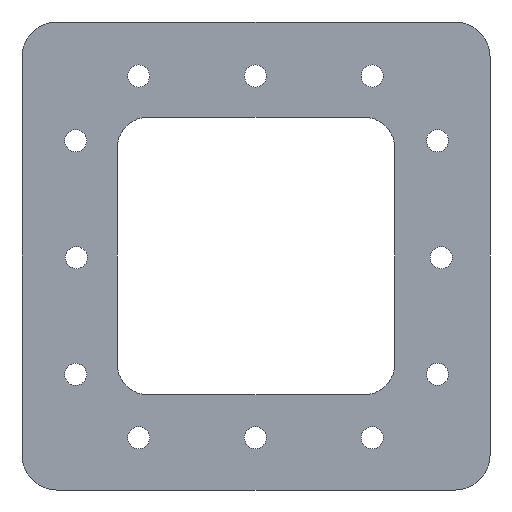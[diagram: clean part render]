
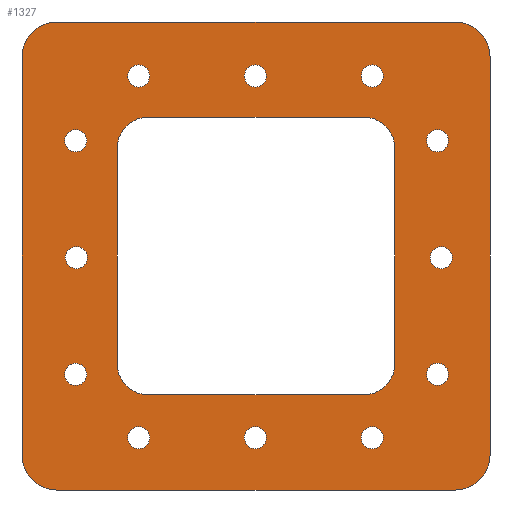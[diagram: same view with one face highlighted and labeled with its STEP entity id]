
A CAD part, front view. The second image highlights one B-rep face of the part: STEP entity #1327.
In plain terms, the highlighted planar face has unit normal (0, -1, 0).
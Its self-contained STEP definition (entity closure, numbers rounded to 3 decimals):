
#27=FACE_BOUND('',#174,.T.);
#28=FACE_BOUND('',#175,.T.);
#29=FACE_BOUND('',#176,.T.);
#30=FACE_BOUND('',#177,.T.);
#31=FACE_BOUND('',#178,.T.);
#32=FACE_BOUND('',#179,.T.);
#33=FACE_BOUND('',#180,.T.);
#34=FACE_BOUND('',#181,.T.);
#35=FACE_BOUND('',#182,.T.);
#36=FACE_BOUND('',#183,.T.);
#37=FACE_BOUND('',#184,.T.);
#38=FACE_BOUND('',#185,.T.);
#39=FACE_BOUND('',#186,.T.);
#62=PLANE('',#1427);
#97=FACE_OUTER_BOUND('',#173,.T.);
#173=EDGE_LOOP('',(#939,#940,#941,#942,#943,#944,#945,#946));
#174=EDGE_LOOP('',(#947));
#175=EDGE_LOOP('',(#948));
#176=EDGE_LOOP('',(#949));
#177=EDGE_LOOP('',(#950));
#178=EDGE_LOOP('',(#951));
#179=EDGE_LOOP('',(#952));
#180=EDGE_LOOP('',(#953));
#181=EDGE_LOOP('',(#954));
#182=EDGE_LOOP('',(#955));
#183=EDGE_LOOP('',(#956));
#184=EDGE_LOOP('',(#957));
#185=EDGE_LOOP('',(#958));
#186=EDGE_LOOP('',(#959,#960,#961,#962,#963,#964,#965,#966));
#273=LINE('',#2006,#387);
#276=LINE('',#2017,#390);
#280=LINE('',#2029,#394);
#283=LINE('',#2038,#397);
#287=LINE('',#2051,#401);
#294=LINE('',#2065,#408);
#295=LINE('',#2069,#409);
#296=LINE('',#2073,#410);
#387=VECTOR('',#1577,10.);
#390=VECTOR('',#1588,10.);
#394=VECTOR('',#1600,10.);
#397=VECTOR('',#1611,10.);
#401=VECTOR('',#1623,10.);
#408=VECTOR('',#1632,10.);
#409=VECTOR('',#1635,10.);
#410=VECTOR('',#1638,10.);
#498=CIRCLE('',#1409,5.);
#500=CIRCLE('',#1413,5.);
#502=CIRCLE('',#1417,5.);
#504=CIRCLE('',#1421,5.);
#506=CIRCLE('',#1425,5.5);
#507=CIRCLE('',#1428,5.5);
#508=CIRCLE('',#1429,5.5);
#509=CIRCLE('',#1430,5.5);
#510=CIRCLE('',#1431,1.75);
#511=CIRCLE('',#1432,1.75);
#512=CIRCLE('',#1433,1.75);
#513=CIRCLE('',#1434,1.75);
#514=CIRCLE('',#1435,1.75);
#515=CIRCLE('',#1436,1.75);
#516=CIRCLE('',#1437,1.75);
#517=CIRCLE('',#1438,1.75);
#518=CIRCLE('',#1439,1.75);
#519=CIRCLE('',#1440,1.75);
#520=CIRCLE('',#1441,1.75);
#521=CIRCLE('',#1442,1.75);
#579=VERTEX_POINT('',#1996);
#580=VERTEX_POINT('',#1998);
#582=VERTEX_POINT('',#2004);
#585=VERTEX_POINT('',#2011);
#586=VERTEX_POINT('',#2013);
#589=VERTEX_POINT('',#2023);
#590=VERTEX_POINT('',#2025);
#592=VERTEX_POINT('',#2034);
#595=VERTEX_POINT('',#2044);
#596=VERTEX_POINT('',#2046);
#597=VERTEX_POINT('',#2050);
#603=VERTEX_POINT('',#2064);
#604=VERTEX_POINT('',#2066);
#605=VERTEX_POINT('',#2068);
#606=VERTEX_POINT('',#2070);
#607=VERTEX_POINT('',#2072);
#608=VERTEX_POINT('',#2075);
#609=VERTEX_POINT('',#2077);
#610=VERTEX_POINT('',#2079);
#611=VERTEX_POINT('',#2081);
#612=VERTEX_POINT('',#2083);
#613=VERTEX_POINT('',#2085);
#614=VERTEX_POINT('',#2087);
#615=VERTEX_POINT('',#2089);
#616=VERTEX_POINT('',#2091);
#617=VERTEX_POINT('',#2093);
#618=VERTEX_POINT('',#2095);
#619=VERTEX_POINT('',#2097);
#703=EDGE_CURVE('',#579,#580,#498,.T.);
#707=EDGE_CURVE('',#579,#582,#273,.T.);
#710=EDGE_CURVE('',#585,#586,#500,.T.);
#712=EDGE_CURVE('',#585,#580,#276,.T.);
#716=EDGE_CURVE('',#589,#590,#502,.T.);
#718=EDGE_CURVE('',#589,#586,#280,.T.);
#722=EDGE_CURVE('',#592,#582,#504,.T.);
#723=EDGE_CURVE('',#592,#590,#283,.T.);
#727=EDGE_CURVE('',#595,#596,#506,.T.);
#729=EDGE_CURVE('',#596,#597,#287,.T.);
#736=EDGE_CURVE('',#603,#595,#294,.T.);
#737=EDGE_CURVE('',#604,#603,#507,.T.);
#738=EDGE_CURVE('',#605,#604,#295,.T.);
#739=EDGE_CURVE('',#606,#605,#508,.T.);
#740=EDGE_CURVE('',#607,#606,#296,.T.);
#741=EDGE_CURVE('',#597,#607,#509,.T.);
#742=EDGE_CURVE('',#608,#608,#510,.T.);
#743=EDGE_CURVE('',#609,#609,#511,.T.);
#744=EDGE_CURVE('',#610,#610,#512,.T.);
#745=EDGE_CURVE('',#611,#611,#513,.T.);
#746=EDGE_CURVE('',#612,#612,#514,.T.);
#747=EDGE_CURVE('',#613,#613,#515,.T.);
#748=EDGE_CURVE('',#614,#614,#516,.T.);
#749=EDGE_CURVE('',#615,#615,#517,.T.);
#750=EDGE_CURVE('',#616,#616,#518,.T.);
#751=EDGE_CURVE('',#617,#617,#519,.T.);
#752=EDGE_CURVE('',#618,#618,#520,.T.);
#753=EDGE_CURVE('',#619,#619,#521,.T.);
#939=ORIENTED_EDGE('',*,*,#727,.F.);
#940=ORIENTED_EDGE('',*,*,#736,.F.);
#941=ORIENTED_EDGE('',*,*,#737,.F.);
#942=ORIENTED_EDGE('',*,*,#738,.F.);
#943=ORIENTED_EDGE('',*,*,#739,.F.);
#944=ORIENTED_EDGE('',*,*,#740,.F.);
#945=ORIENTED_EDGE('',*,*,#741,.F.);
#946=ORIENTED_EDGE('',*,*,#729,.F.);
#947=ORIENTED_EDGE('',*,*,#742,.T.);
#948=ORIENTED_EDGE('',*,*,#743,.T.);
#949=ORIENTED_EDGE('',*,*,#744,.T.);
#950=ORIENTED_EDGE('',*,*,#745,.T.);
#951=ORIENTED_EDGE('',*,*,#746,.T.);
#952=ORIENTED_EDGE('',*,*,#747,.T.);
#953=ORIENTED_EDGE('',*,*,#748,.T.);
#954=ORIENTED_EDGE('',*,*,#749,.T.);
#955=ORIENTED_EDGE('',*,*,#750,.T.);
#956=ORIENTED_EDGE('',*,*,#751,.T.);
#957=ORIENTED_EDGE('',*,*,#752,.T.);
#958=ORIENTED_EDGE('',*,*,#753,.T.);
#959=ORIENTED_EDGE('',*,*,#718,.T.);
#960=ORIENTED_EDGE('',*,*,#710,.F.);
#961=ORIENTED_EDGE('',*,*,#712,.T.);
#962=ORIENTED_EDGE('',*,*,#703,.F.);
#963=ORIENTED_EDGE('',*,*,#707,.T.);
#964=ORIENTED_EDGE('',*,*,#722,.F.);
#965=ORIENTED_EDGE('',*,*,#723,.T.);
#966=ORIENTED_EDGE('',*,*,#716,.F.);
#1327=ADVANCED_FACE('',(#97,#27,#28,#29,#30,#31,#32,#33,#34,#35,#36,#37,
#38,#39),#62,.F.);
#1409=AXIS2_PLACEMENT_3D('',#1999,#1570,#1571);
#1413=AXIS2_PLACEMENT_3D('',#2014,#1583,#1584);
#1417=AXIS2_PLACEMENT_3D('',#2026,#1595,#1596);
#1421=AXIS2_PLACEMENT_3D('',#2036,#1607,#1608);
#1425=AXIS2_PLACEMENT_3D('',#2047,#1618,#1619);
#1427=AXIS2_PLACEMENT_3D('',#2063,#1630,#1631);
#1428=AXIS2_PLACEMENT_3D('',#2067,#1633,#1634);
#1429=AXIS2_PLACEMENT_3D('',#2071,#1636,#1637);
#1430=AXIS2_PLACEMENT_3D('',#2074,#1639,#1640);
#1431=AXIS2_PLACEMENT_3D('',#2076,#1641,#1642);
#1432=AXIS2_PLACEMENT_3D('',#2078,#1643,#1644);
#1433=AXIS2_PLACEMENT_3D('',#2080,#1645,#1646);
#1434=AXIS2_PLACEMENT_3D('',#2082,#1647,#1648);
#1435=AXIS2_PLACEMENT_3D('',#2084,#1649,#1650);
#1436=AXIS2_PLACEMENT_3D('',#2086,#1651,#1652);
#1437=AXIS2_PLACEMENT_3D('',#2088,#1653,#1654);
#1438=AXIS2_PLACEMENT_3D('',#2090,#1655,#1656);
#1439=AXIS2_PLACEMENT_3D('',#2092,#1657,#1658);
#1440=AXIS2_PLACEMENT_3D('',#2094,#1659,#1660);
#1441=AXIS2_PLACEMENT_3D('',#2096,#1661,#1662);
#1442=AXIS2_PLACEMENT_3D('',#2098,#1663,#1664);
#1570=DIRECTION('center_axis',(0.,-1.,0.));
#1571=DIRECTION('ref_axis',(0.707,0.,-0.707));
#1577=DIRECTION('',(-1.,0.,0.));
#1583=DIRECTION('center_axis',(0.,-1.,0.));
#1584=DIRECTION('ref_axis',(0.707,0.,0.707));
#1588=DIRECTION('',(0.,0.,-1.));
#1595=DIRECTION('center_axis',(0.,-1.,0.));
#1596=DIRECTION('ref_axis',(-0.707,0.,0.707));
#1600=DIRECTION('',(1.,0.,0.));
#1607=DIRECTION('center_axis',(0.,-1.,0.));
#1608=DIRECTION('ref_axis',(-0.707,0.,-0.707));
#1611=DIRECTION('',(0.,0.,1.));
#1618=DIRECTION('center_axis',(0.,1.,0.));
#1619=DIRECTION('ref_axis',(-0.707,0.,-0.707));
#1623=DIRECTION('',(0.,0.,1.));
#1630=DIRECTION('center_axis',(0.,1.,0.));
#1631=DIRECTION('ref_axis',(1.,0.,0.));
#1632=DIRECTION('',(-1.,0.,0.));
#1633=DIRECTION('center_axis',(0.,1.,0.));
#1634=DIRECTION('ref_axis',(0.707,0.,-0.707));
#1635=DIRECTION('',(0.,0.,-1.));
#1636=DIRECTION('center_axis',(0.,1.,0.));
#1637=DIRECTION('ref_axis',(0.707,0.,0.707));
#1638=DIRECTION('',(1.,0.,0.));
#1639=DIRECTION('center_axis',(0.,1.,0.));
#1640=DIRECTION('ref_axis',(-0.707,0.,0.707));
#1641=DIRECTION('center_axis',(0.,1.,0.));
#1642=DIRECTION('ref_axis',(-1.,0.,0.));
#1643=DIRECTION('center_axis',(0.,1.,0.));
#1644=DIRECTION('ref_axis',(-1.,0.,0.));
#1645=DIRECTION('center_axis',(0.,1.,0.));
#1646=DIRECTION('ref_axis',(-1.,0.,0.));
#1647=DIRECTION('center_axis',(0.,1.,0.));
#1648=DIRECTION('ref_axis',(-1.,0.,0.));
#1649=DIRECTION('center_axis',(0.,1.,0.));
#1650=DIRECTION('ref_axis',(-1.,0.,0.));
#1651=DIRECTION('center_axis',(0.,1.,0.));
#1652=DIRECTION('ref_axis',(-1.,0.,0.));
#1653=DIRECTION('center_axis',(0.,1.,0.));
#1654=DIRECTION('ref_axis',(-1.,0.,0.));
#1655=DIRECTION('center_axis',(0.,1.,0.));
#1656=DIRECTION('ref_axis',(-1.,0.,0.));
#1657=DIRECTION('center_axis',(0.,1.,0.));
#1658=DIRECTION('ref_axis',(-1.,0.,0.));
#1659=DIRECTION('center_axis',(0.,1.,0.));
#1660=DIRECTION('ref_axis',(-1.,0.,0.));
#1661=DIRECTION('center_axis',(0.,1.,0.));
#1662=DIRECTION('ref_axis',(-1.,0.,0.));
#1663=DIRECTION('center_axis',(0.,1.,0.));
#1664=DIRECTION('ref_axis',(-1.,0.,0.));
#1996=CARTESIAN_POINT('',(17.,-0.25,-22.));
#1998=CARTESIAN_POINT('',(22.,-0.25,-17.));
#1999=CARTESIAN_POINT('Origin',(17.,-0.25,-17.));
#2004=CARTESIAN_POINT('',(-17.,-0.25,-22.));
#2006=CARTESIAN_POINT('',(-11.,-0.25,-22.));
#2011=CARTESIAN_POINT('',(22.,-0.25,17.));
#2013=CARTESIAN_POINT('',(17.,-0.25,22.));
#2014=CARTESIAN_POINT('Origin',(17.,-0.25,17.));
#2017=CARTESIAN_POINT('',(22.,-0.25,-11.));
#2023=CARTESIAN_POINT('',(-17.,-0.25,22.));
#2025=CARTESIAN_POINT('',(-22.,-0.25,17.));
#2026=CARTESIAN_POINT('Origin',(-17.,-0.25,17.));
#2029=CARTESIAN_POINT('',(11.,-0.25,22.));
#2034=CARTESIAN_POINT('',(-22.,-0.25,-17.));
#2036=CARTESIAN_POINT('Origin',(-17.,-0.25,-17.));
#2038=CARTESIAN_POINT('',(-22.,-0.25,11.));
#2044=CARTESIAN_POINT('',(-31.55,-0.25,-37.05));
#2046=CARTESIAN_POINT('',(-37.05,-0.25,-31.55));
#2047=CARTESIAN_POINT('Origin',(-31.55,-0.25,-31.55));
#2050=CARTESIAN_POINT('',(-37.05,-0.25,31.55));
#2051=CARTESIAN_POINT('',(-37.05,-0.25,-18.525));
#2063=CARTESIAN_POINT('Origin',(0.,-0.25,0.));
#2064=CARTESIAN_POINT('',(31.55,-0.25,-37.05));
#2065=CARTESIAN_POINT('',(18.525,-0.25,-37.05));
#2066=CARTESIAN_POINT('',(37.05,-0.25,-31.55));
#2067=CARTESIAN_POINT('Origin',(31.55,-0.25,-31.55));
#2068=CARTESIAN_POINT('',(37.05,-0.25,31.55));
#2069=CARTESIAN_POINT('',(37.05,-0.25,18.525));
#2070=CARTESIAN_POINT('',(31.55,-0.25,37.05));
#2071=CARTESIAN_POINT('Origin',(31.55,-0.25,31.55));
#2072=CARTESIAN_POINT('',(-31.55,-0.25,37.05));
#2073=CARTESIAN_POINT('',(-18.525,-0.25,37.05));
#2074=CARTESIAN_POINT('Origin',(-31.55,-0.25,31.55));
#2075=CARTESIAN_POINT('',(-16.839,-0.25,-28.779));
#2076=CARTESIAN_POINT('Origin',(-18.589,-0.25,-28.779));
#2077=CARTESIAN_POINT('',(31.079,-0.25,-0.253));
#2078=CARTESIAN_POINT('Origin',(29.329,-0.25,-0.253));
#2079=CARTESIAN_POINT('',(-16.839,-0.25,28.497));
#2080=CARTESIAN_POINT('Origin',(-18.589,-0.25,28.497));
#2081=CARTESIAN_POINT('',(1.661,-0.25,28.497));
#2082=CARTESIAN_POINT('Origin',(-0.089,-0.25,28.497));
#2083=CARTESIAN_POINT('',(30.488,-0.25,-18.744));
#2084=CARTESIAN_POINT('Origin',(28.738,-0.25,-18.744));
#2085=CARTESIAN_POINT('',(-26.816,-0.25,-18.753));
#2086=CARTESIAN_POINT('Origin',(-28.566,-0.25,-18.753));
#2087=CARTESIAN_POINT('',(1.661,-0.25,-28.779));
#2088=CARTESIAN_POINT('Origin',(-0.089,-0.25,-28.779));
#2089=CARTESIAN_POINT('',(30.488,-0.25,18.237));
#2090=CARTESIAN_POINT('Origin',(28.738,-0.25,18.237));
#2091=CARTESIAN_POINT('',(-26.816,-0.25,18.246));
#2092=CARTESIAN_POINT('Origin',(-28.566,-0.25,18.246));
#2093=CARTESIAN_POINT('',(20.161,-0.25,28.497));
#2094=CARTESIAN_POINT('Origin',(18.411,-0.25,28.497));
#2095=CARTESIAN_POINT('',(20.161,-0.25,-28.779));
#2096=CARTESIAN_POINT('Origin',(18.411,-0.25,-28.779));
#2097=CARTESIAN_POINT('',(-26.679,-0.25,-0.253));
#2098=CARTESIAN_POINT('Origin',(-28.429,-0.25,-0.253));
